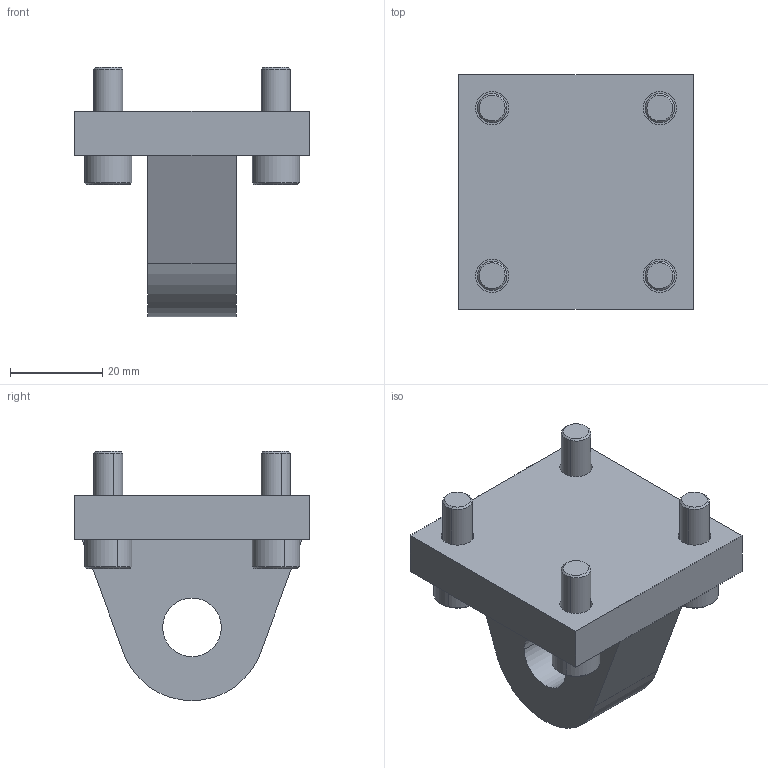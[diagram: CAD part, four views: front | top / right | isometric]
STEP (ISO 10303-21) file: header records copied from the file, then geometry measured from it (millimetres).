
FILE_DESCRIPTION (( 'STEP AP203' ), '1' );
FILE_NAME ('D2PA-1.step', '2020-09-03T19:34:49', ( '' ), ( '' ), 'SwSTEP 2.0', 'SolidWorks 2019', '' );
FILE_SCHEMA (( 'CONFIG_CONTROL_DESIGN' ));
Length unit declared in the file: inch
Products named in the file (1): D2PA-1
Bounding box: 50.8 x 50.8 x 53.98 mm (x, y, z)
Volume: 47275.9 mm3; surface area: 14483 mm2
Topology: 5 solids, 5 shells, 94 faces, 209 edges, 134 vertices
Faces by surface type: plane 50, cylinder 28, cone 16
Entity records: 2688 total; most frequent: DIRECTION 471, CARTESIAN_POINT 438, ORIENTED_EDGE 418, EDGE_CURVE 209, AXIS2_PLACEMENT_3D 167, LINE 137, VECTOR 137, VERTEX_POINT 134
